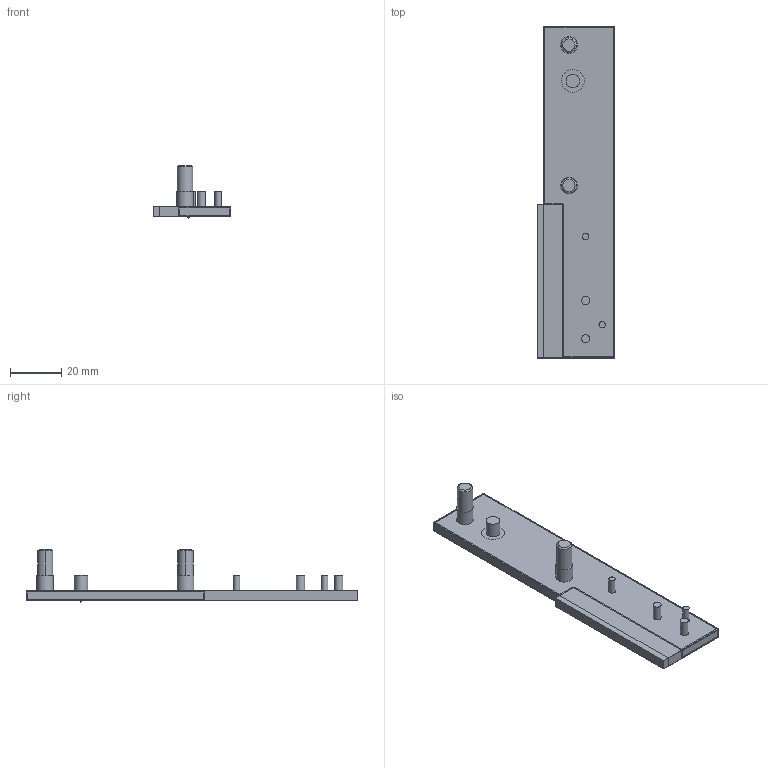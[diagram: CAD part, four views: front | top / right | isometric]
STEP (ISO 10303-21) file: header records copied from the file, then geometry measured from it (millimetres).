
FILE_DESCRIPTION(('FreeCAD Model'),'2;1');
FILE_NAME('Grundplatte X Festlagerseite.step','2020-06-30T16:04:51',('Author'),(''), 'Open CASCADE STEP processor 7.3','FreeCAD','Unknown');
FILE_SCHEMA(('AUTOMOTIVE_DESIGN { 1 0 10303 214 1 1 1 1 }'));
Length unit declared in the file: millimetre
Products named in the file (19): Grundplatte_X_Festlagerseite; DIN7991_M06x20_Senkkopf_001; DIN7991_M06x20_Senkkopf_002; Fusion005; Cube010; Cylinder024; Cylinder025; Cylinder026; Cylinder027; Cylinder028; Cylinder029; Cylinder030; Cube017; Cone; Cone002; Cone001; Cone003; Cone004; Body001
Assembly tree (18 placements, depth 2):
  Grundplatte_X_Festlagerseite
    DIN7991_M06x20_Senkkopf_001
    DIN7991_M06x20_Senkkopf_002
    Fusion005
    Cube010
    Cylinder024
    Cylinder025
    Cylinder026
    Cylinder027
    Cylinder028
    Cylinder029
    Cylinder030
    Cube017
    Cone
    Cone002
    Cone001
    Cone003
    Cone004
    Body001
Bounding box: 30.5 x 130 x 20.5 mm (x, y, z)
Volume: 35965.2 mm3; surface area: 24609 mm2
Topology: 25 solids, 25 shells, 178 faces, 332 edges, 194 vertices
Faces by surface type: plane 82, cylinder 48, cone 32, sphere 10, torus 6
Full cylindrical faces by diameter (mm): 2.5 x6, 3.2 x6, 5.3 x4, 6.5 x6
Entity records: 9725 total; most frequent: CARTESIAN_POINT 1829, DIRECTION 1411, LINE 674, VECTOR 674, ORIENTED_EDGE 624, PCURVE 624, DEFINITIONAL_REPRESENTATION 624, AXIS2_PLACEMENT_3D 335
